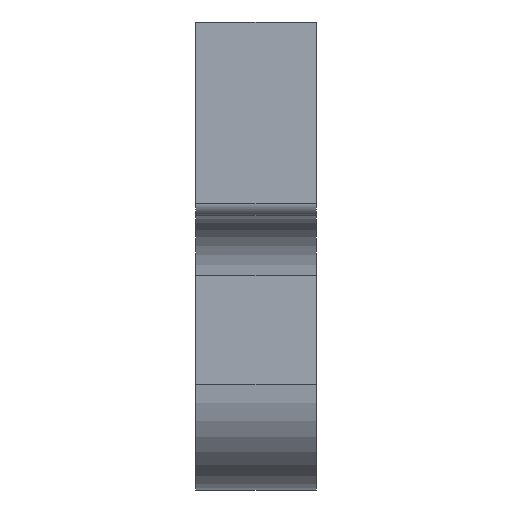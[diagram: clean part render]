
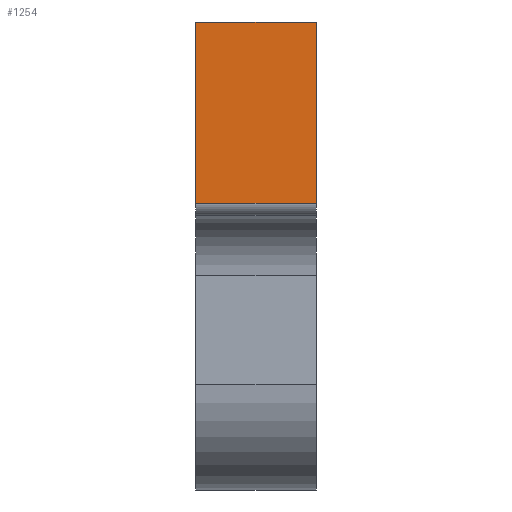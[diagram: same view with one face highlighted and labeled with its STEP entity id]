
A CAD part, left-side view. The second image highlights one B-rep face of the part: STEP entity #1254.
In plain terms, the highlighted planar face has unit normal (-1, 0, 0).
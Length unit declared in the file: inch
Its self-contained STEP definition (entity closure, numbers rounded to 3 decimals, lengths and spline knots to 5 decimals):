
#167 = EDGE_LOOP ( 'NONE', ( #379, #1294, #633, #1456 ) ) ;
#184 = DIRECTION ( 'NONE',  ( 1., 0., 0. ) ) ;
#255 = VECTOR ( 'NONE', #1189, 39.37008 ) ;
#279 = LINE ( 'NONE', #439, #1446 ) ;
#335 = CARTESIAN_POINT ( 'NONE',  ( -0.65, 0., 0.75 ) ) ;
#379 = ORIENTED_EDGE ( 'NONE', *, *, #1198, .F. ) ;
#385 = CARTESIAN_POINT ( 'NONE',  ( -0.65, 0.25, 0.375 ) ) ;
#439 = CARTESIAN_POINT ( 'NONE',  ( -0.65, 0.25, 0.75 ) ) ;
#521 = VECTOR ( 'NONE', #697, 39.37008 ) ;
#531 = CARTESIAN_POINT ( 'NONE',  ( -0.65, 0.25, 0.35 ) ) ;
#532 = FACE_OUTER_BOUND ( 'NONE', #167, .T. ) ;
#577 = EDGE_CURVE ( 'NONE', #748, #1416, #279, .T. ) ;
#615 = EDGE_CURVE ( 'NONE', #1437, #1416, #1419, .T. ) ;
#633 = ORIENTED_EDGE ( 'NONE', *, *, #615, .T. ) ;
#638 = CARTESIAN_POINT ( 'NONE',  ( -0.65, 0.25, 0.375 ) ) ;
#673 = CARTESIAN_POINT ( 'NONE',  ( -0.65, 0., 0.375 ) ) ;
#697 = DIRECTION ( 'NONE',  ( 0., 0., 1. ) ) ;
#699 = CARTESIAN_POINT ( 'NONE',  ( -0.65, 0.25, 0.75 ) ) ;
#748 = VERTEX_POINT ( 'NONE', #699 ) ;
#810 = VECTOR ( 'NONE', #1077, 39.37008 ) ;
#846 = CARTESIAN_POINT ( 'NONE',  ( -0.65, 0.25, 0.35 ) ) ;
#858 = CARTESIAN_POINT ( 'NONE',  ( -0.65, 0., 0.35 ) ) ;
#865 = DIRECTION ( 'NONE',  ( 0., -1., 0. ) ) ;
#956 = PLANE ( 'NONE',  #1023 ) ;
#959 = DIRECTION ( 'NONE',  ( 0., 0., -1. ) ) ;
#970 = VERTEX_POINT ( 'NONE', #385 ) ;
#1023 = AXIS2_PLACEMENT_3D ( 'NONE', #846, #184, #959 ) ;
#1077 = DIRECTION ( 'NONE',  ( 0., -1., 0. ) ) ;
#1155 = LINE ( 'NONE', #531, #255 ) ;
#1189 = DIRECTION ( 'NONE',  ( 0., 0., 1. ) ) ;
#1198 = EDGE_CURVE ( 'NONE', #970, #748, #1155, .T. ) ;
#1210 = EDGE_CURVE ( 'NONE', #970, #1437, #1425, .T. ) ;
#1254 = ADVANCED_FACE ( 'NONE', ( #532 ), #956, .F. ) ;
#1294 = ORIENTED_EDGE ( 'NONE', *, *, #1210, .T. ) ;
#1416 = VERTEX_POINT ( 'NONE', #335 ) ;
#1419 = LINE ( 'NONE', #858, #521 ) ;
#1425 = LINE ( 'NONE', #638, #810 ) ;
#1437 = VERTEX_POINT ( 'NONE', #673 ) ;
#1446 = VECTOR ( 'NONE', #865, 39.37008 ) ;
#1456 = ORIENTED_EDGE ( 'NONE', *, *, #577, .F. ) ;
